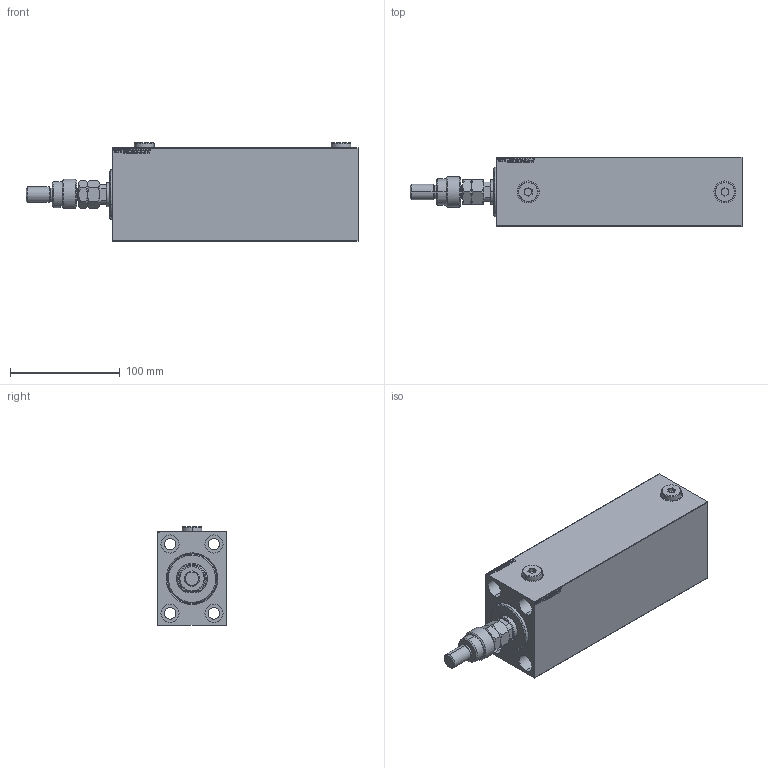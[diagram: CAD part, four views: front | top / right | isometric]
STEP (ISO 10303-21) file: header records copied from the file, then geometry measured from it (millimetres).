
FILE_DESCRIPTION (( 'STEP AP203' ), '1' );
FILE_NAME ('e12c.STEP', '2024-02-13T01:30:16', ( '' ), ( '' ), 'SwSTEP 2.0', 'SolidWorks 2019', '' );
FILE_SCHEMA (( 'CONFIG_CONTROL_DESIGN' ));
Length unit declared in the file: millimetre
Products named in the file (8): DFA f64f38f7b44912d882e2a1e6c94cfaf4; FEMALE_PART_FOR_DFA f64f38f7b44912d882e2a1e6c94cfaf4; MFA f64f38f7b44912d882e2a1e6c94cfaf4; e12c; V450CM_C_Body f64f38f7b44912d882e2a1e6c94cfaf4; Zatka_OIL_PORT f64f38f7b44912d882e2a1e6c94cfaf4; V450CM_VC_B f64f38f7b44912d882e2a1e6c94cfaf4; V450CM_C_VCP f64f38f7b44912d882e2a1e6c94cfaf4
Assembly tree (8 placements, depth 3):
  e12c
    V450CM_C_Body f64f38f7b44912d882e2a1e6c94cfaf4
    V450CM_C_VCP f64f38f7b44912d882e2a1e6c94cfaf4
    V450CM_VC_B f64f38f7b44912d882e2a1e6c94cfaf4
    DFA f64f38f7b44912d882e2a1e6c94cfaf4
      FEMALE_PART_FOR_DFA f64f38f7b44912d882e2a1e6c94cfaf4
      MFA f64f38f7b44912d882e2a1e6c94cfaf4
    Zatka_OIL_PORT f64f38f7b44912d882e2a1e6c94cfaf4  x2
Bounding box: 302 x 63 x 89.9 mm (x, y, z)
Volume: 986813.6 mm3; surface area: 172009.2 mm2
Topology: 7 solids, 7 shells, 1001 faces, 2510 edges, 1641 vertices
Faces by surface type: plane 470, bspline 380, cylinder 89, cone 58, torus 4
Entity records: 48042 total; most frequent: CARTESIAN_POINT 26141, ORIENTED_EDGE 4936, DIRECTION 3094, EDGE_CURVE 2468, VERTEX_POINT 1617, VECTOR 1410, LINE 1410, EDGE_LOOP 1119
